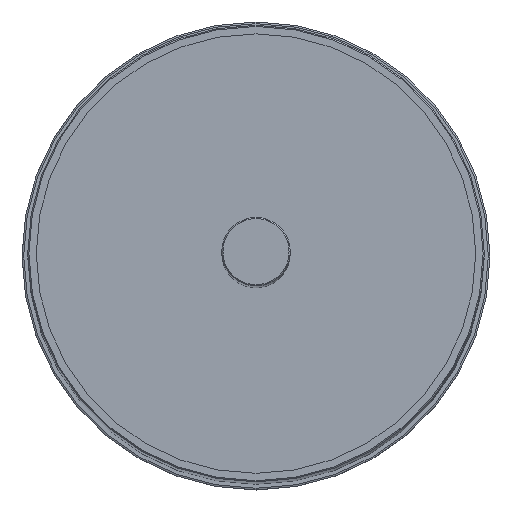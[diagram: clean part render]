
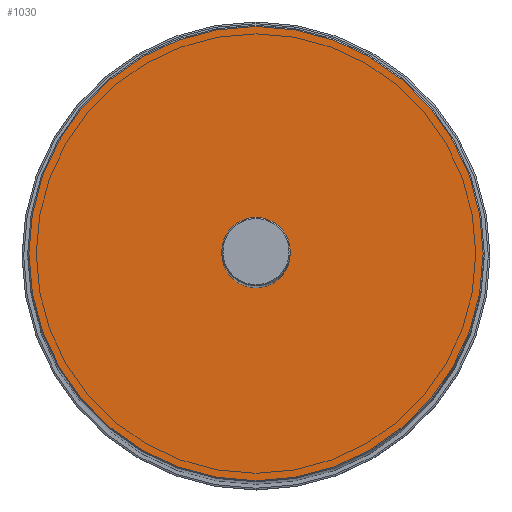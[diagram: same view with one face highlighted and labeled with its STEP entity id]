
A CAD part, top view. The second image highlights one B-rep face of the part: STEP entity #1030.
In plain terms, the highlighted planar face has unit normal (0, 0, 1).
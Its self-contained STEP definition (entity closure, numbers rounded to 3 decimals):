
#431=ORIENTED_EDGE('',*,*,#577,.T.);
#432=ORIENTED_EDGE('',*,*,#573,.T.);
#573=EDGE_CURVE('',#665,#665,#734,.T.);
#577=EDGE_CURVE('',#669,#669,#738,.F.);
#665=VERTEX_POINT('',#1949);
#669=VERTEX_POINT('',#1959);
#734=CIRCLE('',#1262,3.);
#738=CIRCLE('',#1268,39.8);
#822=EDGE_LOOP('',(#431));
#823=EDGE_LOOP('',(#432));
#920=FACE_BOUND('',#822,.T.);
#921=FACE_BOUND('',#823,.T.);
#968=PLANE('',#1267);
#1030=ADVANCED_FACE('',(#920,#921),#968,.F.);
#1262=AXIS2_PLACEMENT_3D('',#1948,#1568,#1569);
#1267=AXIS2_PLACEMENT_3D('',#1957,#1578,#1579);
#1268=AXIS2_PLACEMENT_3D('',#1958,#1580,#1581);
#1568=DIRECTION('',(0.,0.,-1.));
#1569=DIRECTION('',(1.,0.,0.));
#1578=DIRECTION('',(0.,0.,-1.));
#1579=DIRECTION('',(-1.,0.,0.));
#1580=DIRECTION('',(0.,0.,-1.));
#1581=DIRECTION('',(-1.,0.,0.));
#1948=CARTESIAN_POINT('',(0.,0.,1.5));
#1949=CARTESIAN_POINT('',(3.,0.,1.5));
#1957=CARTESIAN_POINT('',(0.,0.,1.5));
#1958=CARTESIAN_POINT('',(0.,0.,1.5));
#1959=CARTESIAN_POINT('',(-39.8,0.,1.5));
